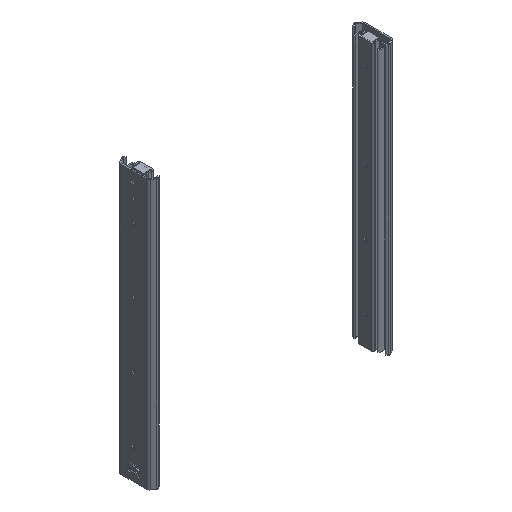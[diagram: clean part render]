
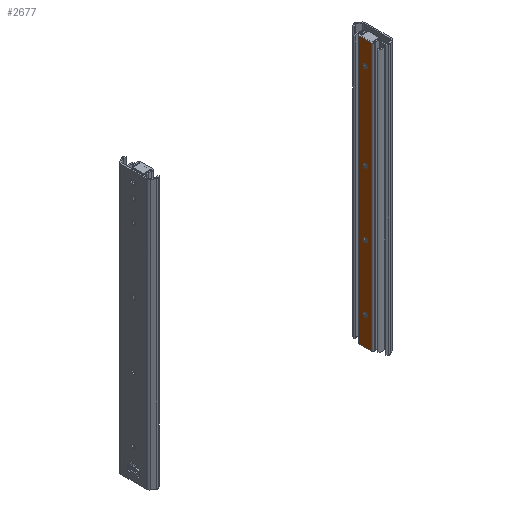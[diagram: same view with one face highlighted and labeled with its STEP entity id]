
A CAD part, isometric view. The second image highlights one B-rep face of the part: STEP entity #2677.
In plain terms, the highlighted face is planar.
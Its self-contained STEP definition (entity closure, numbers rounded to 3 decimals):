
#133=FACE_BOUND('',#472,.T.);
#134=FACE_BOUND('',#473,.T.);
#135=FACE_BOUND('',#474,.T.);
#136=FACE_BOUND('',#475,.T.);
#199=PLANE('',#3032);
#320=FACE_OUTER_BOUND('',#471,.T.);
#471=EDGE_LOOP('',(#2348,#2349,#2350,#2351));
#472=EDGE_LOOP('',(#2352));
#473=EDGE_LOOP('',(#2353));
#474=EDGE_LOOP('',(#2354));
#475=EDGE_LOOP('',(#2355));
#709=LINE('',#4592,#946);
#711=LINE('',#4618,#948);
#712=LINE('',#4620,#949);
#713=LINE('',#4621,#950);
#946=VECTOR('',#3734,10.);
#948=VECTOR('',#3746,10.);
#949=VECTOR('',#3747,10.);
#950=VECTOR('',#3748,10.);
#1054=CIRCLE('',#3000,2.9);
#1056=CIRCLE('',#3004,2.9);
#1058=CIRCLE('',#3008,2.9);
#1060=CIRCLE('',#3012,2.9);
#1284=VERTEX_POINT('',#4511);
#1286=VERTEX_POINT('',#4519);
#1288=VERTEX_POINT('',#4527);
#1290=VERTEX_POINT('',#4535);
#1304=VERTEX_POINT('',#4589);
#1305=VERTEX_POINT('',#4591);
#1311=VERTEX_POINT('',#4617);
#1312=VERTEX_POINT('',#4619);
#1622=EDGE_CURVE('',#1284,#1284,#1054,.T.);
#1626=EDGE_CURVE('',#1286,#1286,#1056,.T.);
#1630=EDGE_CURVE('',#1288,#1288,#1058,.T.);
#1634=EDGE_CURVE('',#1290,#1290,#1060,.T.);
#1656=EDGE_CURVE('',#1304,#1305,#709,.T.);
#1663=EDGE_CURVE('',#1304,#1311,#711,.T.);
#1664=EDGE_CURVE('',#1312,#1311,#712,.T.);
#1665=EDGE_CURVE('',#1312,#1305,#713,.T.);
#2348=ORIENTED_EDGE('',*,*,#1656,.F.);
#2349=ORIENTED_EDGE('',*,*,#1663,.T.);
#2350=ORIENTED_EDGE('',*,*,#1664,.F.);
#2351=ORIENTED_EDGE('',*,*,#1665,.T.);
#2352=ORIENTED_EDGE('',*,*,#1634,.T.);
#2353=ORIENTED_EDGE('',*,*,#1630,.T.);
#2354=ORIENTED_EDGE('',*,*,#1622,.T.);
#2355=ORIENTED_EDGE('',*,*,#1626,.T.);
#2677=ADVANCED_FACE('',(#320,#133,#134,#135,#136),#199,.T.);
#3000=AXIS2_PLACEMENT_3D('',#4512,#3660,#3661);
#3004=AXIS2_PLACEMENT_3D('',#4520,#3670,#3671);
#3008=AXIS2_PLACEMENT_3D('',#4528,#3680,#3681);
#3012=AXIS2_PLACEMENT_3D('',#4536,#3690,#3691);
#3032=AXIS2_PLACEMENT_3D('',#4616,#3744,#3745);
#3660=DIRECTION('center_axis',(-1.,0.,0.));
#3661=DIRECTION('ref_axis',(0.,0.,1.));
#3670=DIRECTION('center_axis',(-1.,0.,0.));
#3671=DIRECTION('ref_axis',(0.,0.,1.));
#3680=DIRECTION('center_axis',(-1.,0.,0.));
#3681=DIRECTION('ref_axis',(0.,0.,1.));
#3690=DIRECTION('center_axis',(-1.,0.,0.));
#3691=DIRECTION('ref_axis',(0.,0.,1.));
#3734=DIRECTION('',(0.,1.,0.));
#3744=DIRECTION('center_axis',(1.,0.,0.));
#3745=DIRECTION('ref_axis',(0.,-1.,0.));
#3746=DIRECTION('',(0.,0.,-1.));
#3747=DIRECTION('',(0.,-1.,0.));
#3748=DIRECTION('',(0.,0.,1.));
#4511=CARTESIAN_POINT('',(8.,0.,-37.9));
#4512=CARTESIAN_POINT('Origin',(8.,0.,-35.));
#4519=CARTESIAN_POINT('',(8.,0.,-165.9));
#4520=CARTESIAN_POINT('Origin',(8.,0.,-163.));
#4527=CARTESIAN_POINT('',(8.,0.,-261.9));
#4528=CARTESIAN_POINT('Origin',(8.,0.,-259.));
#4535=CARTESIAN_POINT('',(8.,0.,-357.9));
#4536=CARTESIAN_POINT('Origin',(8.,0.,-355.));
#4589=CARTESIAN_POINT('',(8.,-9.7,0.));
#4591=CARTESIAN_POINT('',(8.,9.7,0.));
#4592=CARTESIAN_POINT('',(8.,-11.283,0.));
#4616=CARTESIAN_POINT('Origin',(8.,11.283,0.));
#4617=CARTESIAN_POINT('',(8.,-9.7,-397.));
#4618=CARTESIAN_POINT('',(8.,-9.7,0.));
#4619=CARTESIAN_POINT('',(8.,9.7,-397.));
#4620=CARTESIAN_POINT('',(8.,-11.283,-397.));
#4621=CARTESIAN_POINT('',(8.,9.7,0.));
